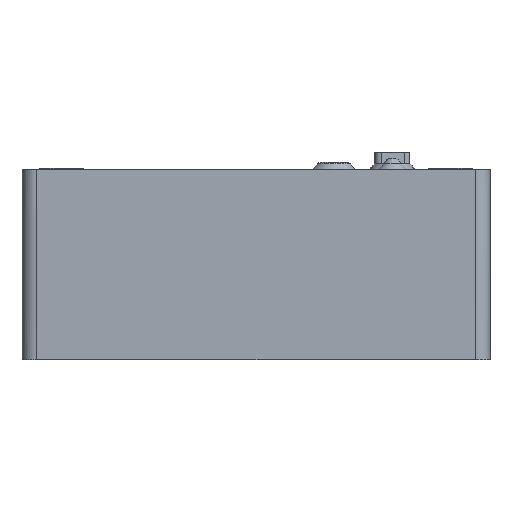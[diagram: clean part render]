
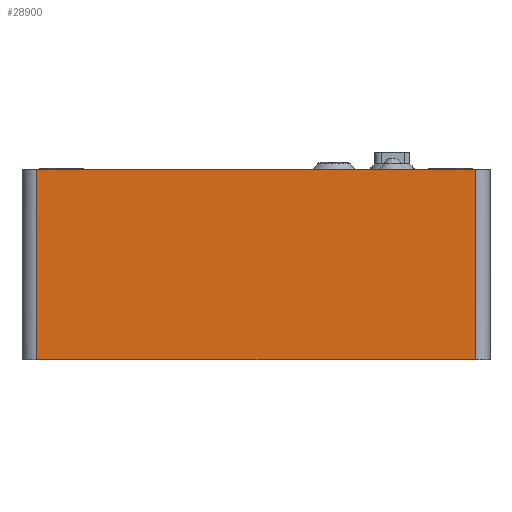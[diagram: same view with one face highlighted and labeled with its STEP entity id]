
A CAD part, left-side view. The second image highlights one B-rep face of the part: STEP entity #28900.
In plain terms, the highlighted free-form (B-spline) face has degree [1, 1] with [2, 2] control points.
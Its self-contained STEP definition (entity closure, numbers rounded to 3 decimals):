
#26647 = VERTEX_POINT('',#26648);
#26648 = CARTESIAN_POINT('',(-176.553,110.346,
    95.633));
#26656 = EDGE_CURVE('',#26647,#26657,#26659,.T.);
#26657 = VERTEX_POINT('',#26658);
#26658 = CARTESIAN_POINT('',(-176.553,-110.346,
    95.633));
#26659 = B_SPLINE_CURVE_WITH_KNOTS('',1,(#26660,#26661),.UNSPECIFIED.,
  .F.,.F.,(2,2),(5.,155.),.PIECEWISE_BEZIER_KNOTS.);
#26660 = CARTESIAN_POINT('',(-176.553,110.346,
    95.633));
#26661 = CARTESIAN_POINT('',(-176.553,-110.346,
    95.633));
#28739 = VERTEX_POINT('',#28740);
#28740 = CARTESIAN_POINT('',(-176.553,110.346,0.));
#28746 = EDGE_CURVE('',#28739,#26647,#28747,.T.);
#28747 = B_SPLINE_CURVE_WITH_KNOTS('',1,(#28748,#28749),.UNSPECIFIED.,
  .F.,.F.,(2,2),(0.,65.),.PIECEWISE_BEZIER_KNOTS.);
#28748 = CARTESIAN_POINT('',(-176.553,110.346,0.));
#28749 = CARTESIAN_POINT('',(-176.553,110.346,
    95.633));
#28874 = EDGE_CURVE('',#26657,#28875,#28877,.T.);
#28875 = VERTEX_POINT('',#28876);
#28876 = CARTESIAN_POINT('',(-176.553,-110.346,0.));
#28877 = B_SPLINE_CURVE_WITH_KNOTS('',1,(#28878,#28879),.UNSPECIFIED.,
  .F.,.F.,(2,2),(-65.,0.),.PIECEWISE_BEZIER_KNOTS.);
#28878 = CARTESIAN_POINT('',(-176.553,-110.346,
    95.633));
#28879 = CARTESIAN_POINT('',(-176.553,-110.346,0.));
#28900 = ADVANCED_FACE('',(#28901),#28911,.T.);
#28901 = FACE_BOUND('',#28902,.T.);
#28902 = EDGE_LOOP('',(#28903,#28904,#28909,#28910));
#28903 = ORIENTED_EDGE('',*,*,#28746,.F.);
#28904 = ORIENTED_EDGE('',*,*,#28905,.T.);
#28905 = EDGE_CURVE('',#28739,#28875,#28906,.T.);
#28906 = B_SPLINE_CURVE_WITH_KNOTS('',1,(#28907,#28908),.UNSPECIFIED.,
  .F.,.F.,(2,2),(5.,155.),.PIECEWISE_BEZIER_KNOTS.);
#28907 = CARTESIAN_POINT('',(-176.553,110.346,0.));
#28908 = CARTESIAN_POINT('',(-176.553,-110.346,0.));
#28909 = ORIENTED_EDGE('',*,*,#28874,.F.);
#28910 = ORIENTED_EDGE('',*,*,#26656,.F.);
#28911 = B_SPLINE_SURFACE_WITH_KNOTS('',1,1,(
    (#28912,#28913)
    ,(#28914,#28915
    )),.UNSPECIFIED.,.F.,.F.,.F.,(2,2),(2,2),(5.,155.),(0.,65.),
  .PIECEWISE_BEZIER_KNOTS.);
#28912 = CARTESIAN_POINT('',(-176.553,110.346,0.));
#28913 = CARTESIAN_POINT('',(-176.553,110.346,
    95.633));
#28914 = CARTESIAN_POINT('',(-176.553,-110.346,0.));
#28915 = CARTESIAN_POINT('',(-176.553,-110.346,
    95.633));
